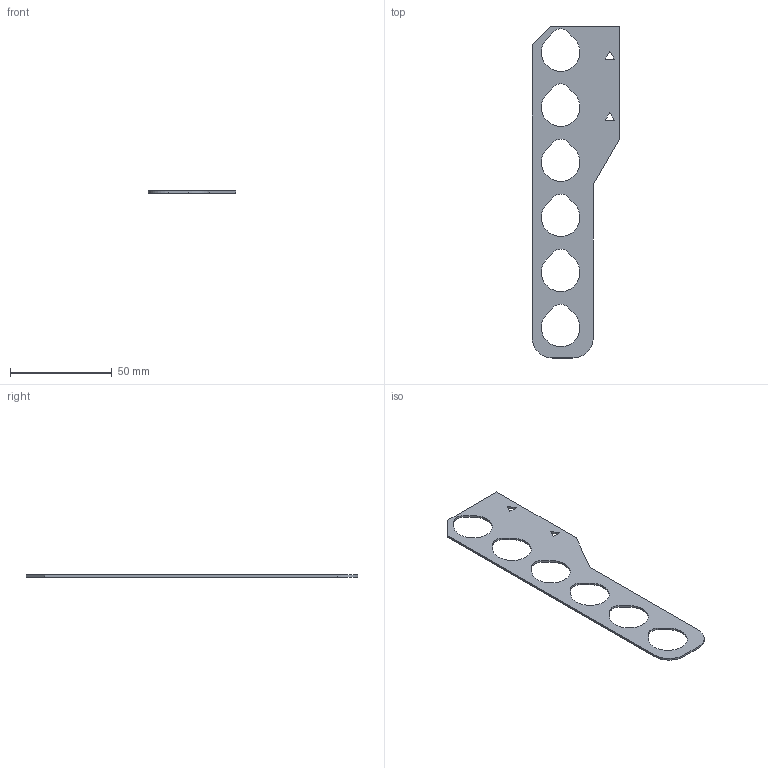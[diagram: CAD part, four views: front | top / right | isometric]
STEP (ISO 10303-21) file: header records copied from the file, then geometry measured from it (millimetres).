
FILE_DESCRIPTION (( 'STEP AP214' ), '1' );
FILE_NAME ('Decoration1.STEP', '2024-11-04T14:19:01', ( '' ), ( '' ), 'SwSTEP 2.0', 'SolidWorks 2021', '' );
FILE_SCHEMA (( 'AUTOMOTIVE_DESIGN' ));
Length unit declared in the file: millimetre
Products named in the file (1): Decoration1
Bounding box: 43.08 x 162.8 x 1 mm (x, y, z)
Volume: 3880.9 mm3; surface area: 8545.4 mm2
Topology: 1 solids, 1 shells, 53 faces, 153 edges, 102 vertices
Faces by surface type: plane 27, cylinder 26
Entity records: 1825 total; most frequent: DIRECTION 313, CARTESIAN_POINT 309, ORIENTED_EDGE 306, EDGE_CURVE 153, AXIS2_PLACEMENT_3D 106, VERTEX_POINT 102, LINE 101, VECTOR 101
